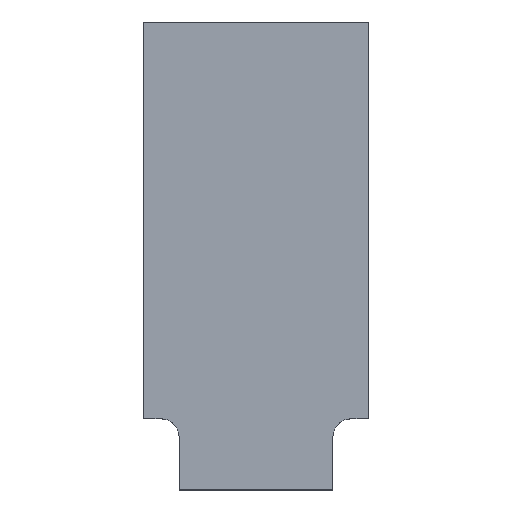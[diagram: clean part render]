
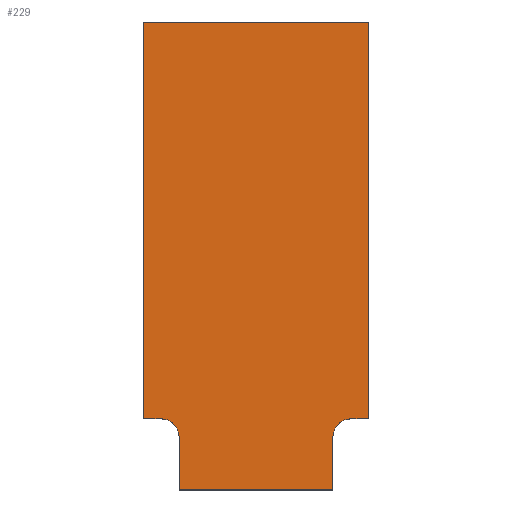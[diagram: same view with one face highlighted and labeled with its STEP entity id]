
A CAD part, top view. The second image highlights one B-rep face of the part: STEP entity #229.
In plain terms, the highlighted planar face has unit normal (0, 0, 1).
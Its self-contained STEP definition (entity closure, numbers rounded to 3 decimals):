
#29=FACE_OUTER_BOUND('',#41,.T.);
#41=EDGE_LOOP('',(#198,#199,#200,#201,#202,#203,#204,#205,#206,#207));
#44=CIRCLE('',#255,1.5);
#45=CIRCLE('',#262,1.5);
#54=LINE('',#351,#80);
#58=LINE('',#360,#84);
#60=LINE('',#364,#86);
#62=LINE('',#368,#88);
#64=LINE('',#372,#90);
#66=LINE('',#376,#92);
#69=LINE('',#384,#95);
#71=LINE('',#387,#97);
#80=VECTOR('',#284,10.);
#84=VECTOR('',#294,10.);
#86=VECTOR('',#298,10.);
#88=VECTOR('',#302,10.);
#90=VECTOR('',#306,10.);
#92=VECTOR('',#310,10.);
#95=VECTOR('',#319,10.);
#97=VECTOR('',#323,10.);
#108=VERTEX_POINT('',#349);
#109=VERTEX_POINT('',#350);
#110=VERTEX_POINT('',#355);
#111=VERTEX_POINT('',#359);
#112=VERTEX_POINT('',#363);
#113=VERTEX_POINT('',#367);
#114=VERTEX_POINT('',#371);
#115=VERTEX_POINT('',#375);
#116=VERTEX_POINT('',#379);
#117=VERTEX_POINT('',#383);
#128=EDGE_CURVE('',#108,#109,#54,.T.);
#131=EDGE_CURVE('',#109,#110,#44,.T.);
#133=EDGE_CURVE('',#110,#111,#58,.T.);
#135=EDGE_CURVE('',#111,#112,#60,.T.);
#137=EDGE_CURVE('',#112,#113,#62,.T.);
#139=EDGE_CURVE('',#113,#114,#64,.T.);
#141=EDGE_CURVE('',#114,#115,#66,.T.);
#143=EDGE_CURVE('',#115,#116,#45,.T.);
#145=EDGE_CURVE('',#116,#117,#69,.T.);
#147=EDGE_CURVE('',#117,#108,#71,.T.);
#198=ORIENTED_EDGE('',*,*,#128,.F.);
#199=ORIENTED_EDGE('',*,*,#147,.F.);
#200=ORIENTED_EDGE('',*,*,#145,.F.);
#201=ORIENTED_EDGE('',*,*,#143,.F.);
#202=ORIENTED_EDGE('',*,*,#141,.F.);
#203=ORIENTED_EDGE('',*,*,#139,.F.);
#204=ORIENTED_EDGE('',*,*,#137,.F.);
#205=ORIENTED_EDGE('',*,*,#135,.F.);
#206=ORIENTED_EDGE('',*,*,#133,.F.);
#207=ORIENTED_EDGE('',*,*,#131,.F.);
#217=PLANE('',#265);
#229=ADVANCED_FACE('',(#29),#217,.T.);
#255=AXIS2_PLACEMENT_3D('',#356,#289,#290);
#262=AXIS2_PLACEMENT_3D('',#380,#314,#315);
#265=AXIS2_PLACEMENT_3D('',#388,#324,#325);
#284=DIRECTION('',(0.,1.,0.));
#289=DIRECTION('center_axis',(0.,0.,1.));
#290=DIRECTION('ref_axis',(1.,0.,0.));
#294=DIRECTION('',(-1.,0.,0.));
#298=DIRECTION('',(0.,1.,0.));
#302=DIRECTION('',(1.,0.,0.));
#306=DIRECTION('',(0.,-1.,0.));
#310=DIRECTION('',(-1.,0.,0.));
#314=DIRECTION('center_axis',(0.,0.,1.));
#315=DIRECTION('ref_axis',(0.,1.,0.));
#319=DIRECTION('',(0.,-1.,0.));
#323=DIRECTION('',(-1.,0.,0.));
#324=DIRECTION('center_axis',(0.,0.,1.));
#325=DIRECTION('ref_axis',(1.,0.,0.));
#349=CARTESIAN_POINT('',(-6.5,0.,2.5));
#350=CARTESIAN_POINT('',(-6.5,4.5,2.5));
#351=CARTESIAN_POINT('',(-6.5,0.,2.5));
#355=CARTESIAN_POINT('',(-8.,6.,2.5));
#356=CARTESIAN_POINT('Origin',(-8.,4.5,2.5));
#359=CARTESIAN_POINT('',(-9.5,6.,2.5));
#360=CARTESIAN_POINT('',(-8.,6.,2.5));
#363=CARTESIAN_POINT('',(-9.5,39.5,2.5));
#364=CARTESIAN_POINT('',(-9.5,6.,2.5));
#367=CARTESIAN_POINT('',(9.5,39.5,2.5));
#368=CARTESIAN_POINT('',(-9.5,39.5,2.5));
#371=CARTESIAN_POINT('',(9.5,6.,2.5));
#372=CARTESIAN_POINT('',(9.5,39.5,2.5));
#375=CARTESIAN_POINT('',(8.,6.,2.5));
#376=CARTESIAN_POINT('',(9.5,6.,2.5));
#379=CARTESIAN_POINT('',(6.5,4.5,2.5));
#380=CARTESIAN_POINT('Origin',(8.,4.5,2.5));
#383=CARTESIAN_POINT('',(6.5,0.,2.5));
#384=CARTESIAN_POINT('',(6.5,4.5,2.5));
#387=CARTESIAN_POINT('',(6.5,0.,2.5));
#388=CARTESIAN_POINT('Origin',(0.,20.211,2.5));
